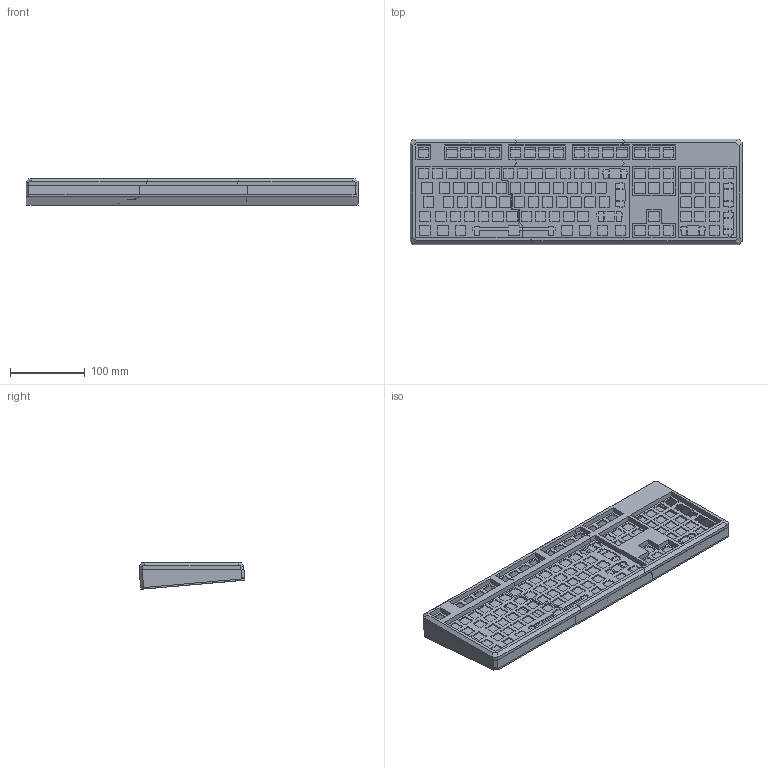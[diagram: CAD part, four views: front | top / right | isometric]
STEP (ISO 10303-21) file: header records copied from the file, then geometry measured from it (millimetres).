
FILE_DESCRIPTION(/* description */ (''),/* implementation_level */ '2;1');
FILE_NAME(/* name */ '100% keyboard iso v16.step',/* time_stamp */ '2021-10-11T12:42:56+02:00',/* author */ (''),/* organization */ (''),/* preprocessor_version */ 'ST-DEVELOPER v18.1',/* originating_system */ 'Autodesk Translation Framework v10.10.0.1391',/* authorisation */ '');
FILE_SCHEMA (('AUTOMOTIVE_DESIGN { 1 0 10303 214 3 1 1 }'));
Length unit declared in the file: millimetre
Products named in the file (1): 100% keyboard iso
Bounding box: 445.62 x 142.13 x 35.67 mm (x, y, z)
Volume: 477405.5 mm3; surface area: 343638.5 mm2
Topology: 14 solids, 14 shells, 1551 faces, 4491 edges, 2985 vertices
Faces by surface type: plane 1037, cylinder 514
Full cylindrical faces by diameter (mm): 3 x13, 5.3 x8, 6.35 x6, 7.15 x3
Entity records: 51501 total; most frequent: CARTESIAN_POINT 9028, ORIENTED_EDGE 8982, DIRECTION 8677, EDGE_CURVE 4491, LINE 3409, VECTOR 3409, VERTEX_POINT 2985, AXIS2_PLACEMENT_3D 2634
